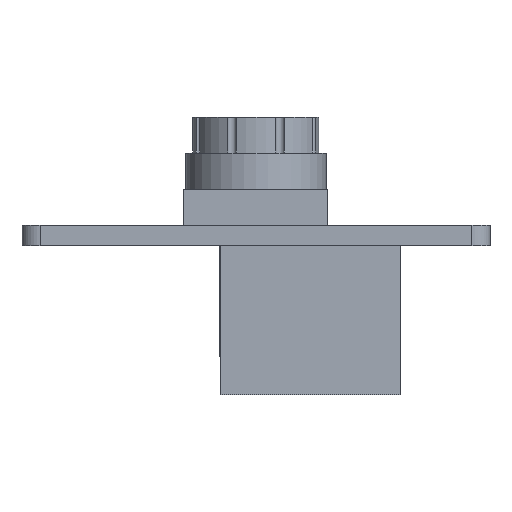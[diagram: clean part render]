
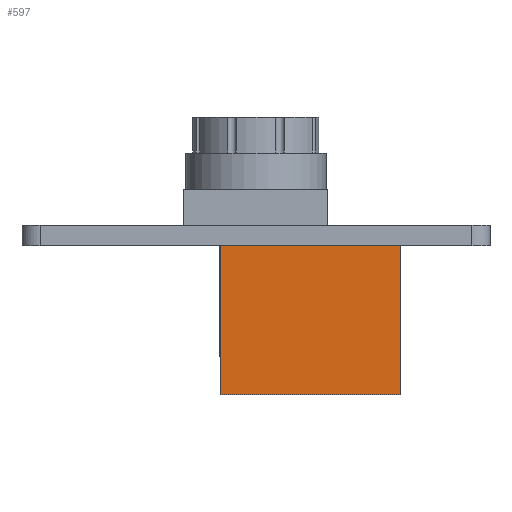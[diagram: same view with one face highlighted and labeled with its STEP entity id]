
A CAD part, front view. The second image highlights one B-rep face of the part: STEP entity #597.
In plain terms, the highlighted planar face has unit normal (0, -1, 0).
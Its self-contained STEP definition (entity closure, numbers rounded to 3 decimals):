
#14 = CARTESIAN_POINT ( 'NONE',  ( 8., -14.4, -8.3 ) ) ;
#29 = LINE ( 'NONE', #1044, #1421 ) ;
#269 = DIRECTION ( 'NONE',  ( 0., 0., 1. ) ) ;
#271 = PLANE ( 'NONE',  #923 ) ;
#375 = LINE ( 'NONE', #1529, #1457 ) ;
#430 = FACE_OUTER_BOUND ( 'NONE', #1687, .T. ) ;
#439 = LINE ( 'NONE', #1595, #1895 ) ;
#561 = ORIENTED_EDGE ( 'NONE', *, *, #892, .F. ) ;
#596 = CARTESIAN_POINT ( 'NONE',  ( 8., -14.4, 0. ) ) ;
#597 = ADVANCED_FACE ( 'NONE', ( #430 ), #271, .F. ) ;
#656 = CARTESIAN_POINT ( 'NONE',  ( -2., -14.4, -8.3 ) ) ;
#694 = DIRECTION ( 'NONE',  ( 0., 0., 1. ) ) ;
#821 = VERTEX_POINT ( 'NONE', #1226 ) ;
#863 = ORIENTED_EDGE ( 'NONE', *, *, #1187, .T. ) ;
#892 = EDGE_CURVE ( 'NONE', #1636, #1498, #375, .T. ) ;
#923 = AXIS2_PLACEMENT_3D ( 'NONE', #1957, #1277, #1140 ) ;
#954 = CARTESIAN_POINT ( 'NONE',  ( 8., -14.4, 0. ) ) ;
#958 = ORIENTED_EDGE ( 'NONE', *, *, #1286, .T. ) ;
#1033 = EDGE_CURVE ( 'NONE', #1498, #821, #439, .T. ) ;
#1044 = CARTESIAN_POINT ( 'NONE',  ( 8., -14.4, -8.3 ) ) ;
#1140 = DIRECTION ( 'NONE',  ( 0., 0., 1. ) ) ;
#1148 = VECTOR ( 'NONE', #1734, 1000. ) ;
#1187 = EDGE_CURVE ( 'NONE', #1636, #1949, #29, .T. ) ;
#1226 = CARTESIAN_POINT ( 'NONE',  ( -2., -14.4, 0. ) ) ;
#1267 = LINE ( 'NONE', #596, #1148 ) ;
#1277 = DIRECTION ( 'NONE',  ( 0., 1., 0. ) ) ;
#1286 = EDGE_CURVE ( 'NONE', #1949, #821, #1267, .T. ) ;
#1421 = VECTOR ( 'NONE', #694, 1000. ) ;
#1457 = VECTOR ( 'NONE', #2053, 1000. ) ;
#1498 = VERTEX_POINT ( 'NONE', #656 ) ;
#1529 = CARTESIAN_POINT ( 'NONE',  ( 8., -14.4, -8.3 ) ) ;
#1595 = CARTESIAN_POINT ( 'NONE',  ( -2., -14.4, -8.3 ) ) ;
#1636 = VERTEX_POINT ( 'NONE', #14 ) ;
#1687 = EDGE_LOOP ( 'NONE', ( #958, #1745, #561, #863 ) ) ;
#1734 = DIRECTION ( 'NONE',  ( -1., 0., 0. ) ) ;
#1745 = ORIENTED_EDGE ( 'NONE', *, *, #1033, .F. ) ;
#1895 = VECTOR ( 'NONE', #269, 1000. ) ;
#1949 = VERTEX_POINT ( 'NONE', #954 ) ;
#1957 = CARTESIAN_POINT ( 'NONE',  ( 8., -14.4, -8.3 ) ) ;
#2053 = DIRECTION ( 'NONE',  ( -1., 0., 0. ) ) ;
